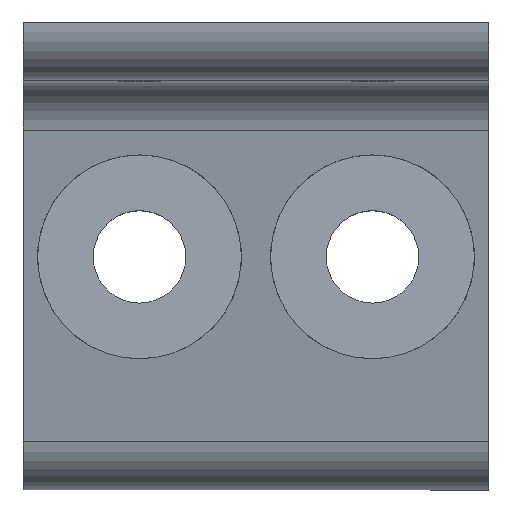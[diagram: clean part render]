
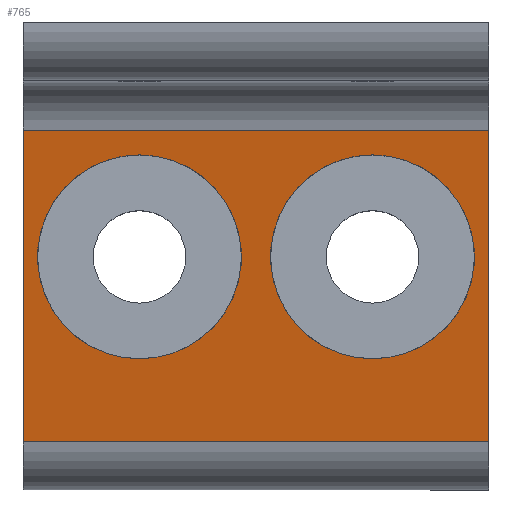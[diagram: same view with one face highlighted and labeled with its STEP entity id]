
A CAD part, top view. The second image highlights one B-rep face of the part: STEP entity #765.
In plain terms, the highlighted planar face has unit normal (0, -0.174, 0.985).
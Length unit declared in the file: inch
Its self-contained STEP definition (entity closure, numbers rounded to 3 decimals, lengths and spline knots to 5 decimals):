
#76=CARTESIAN_POINT('',(1.5,1.9375,-1.99653));
#77=VERTEX_POINT('',#76);
#86=CARTESIAN_POINT('',(1.5,1.0625,-2.15082));
#87=VERTEX_POINT('',#86);
#88=CARTESIAN_POINT('',(1.5,1.5,-2.07367));
#89=DIRECTION('',(0.,0.174,-0.985));
#90=DIRECTION('',(0.,0.985,0.174));
#91=AXIS2_PLACEMENT_3D('',#88,#89,#90);
#92=ELLIPSE('',#91,0.44425,0.4375);
#93=EDGE_CURVE('',#87,#77,#92,.T.);
#160=CARTESIAN_POINT('',(0.5,1.9375,-1.99653));
#161=VERTEX_POINT('',#160);
#170=CARTESIAN_POINT('',(0.5,1.0625,-2.15082));
#171=VERTEX_POINT('',#170);
#172=CARTESIAN_POINT('',(0.5,1.5,-2.07367));
#173=DIRECTION('',(0.,0.174,-0.985));
#174=DIRECTION('',(0.,0.985,0.174));
#175=AXIS2_PLACEMENT_3D('',#172,#173,#174);
#176=ELLIPSE('',#175,0.44425,0.4375);
#177=EDGE_CURVE('',#171,#161,#176,.T.);
#555=CARTESIAN_POINT('',(0.5,1.5,-2.07367));
#556=DIRECTION('',(0.,0.174,-0.985));
#557=DIRECTION('',(0.,0.985,0.174));
#558=AXIS2_PLACEMENT_3D('',#555,#556,#557);
#559=ELLIPSE('',#558,0.44425,0.4375);
#560=EDGE_CURVE('',#161,#171,#559,.T.);
#570=CARTESIAN_POINT('',(0.,0.70659,-2.21357));
#571=VERTEX_POINT('',#570);
#581=CARTESIAN_POINT('',(0.,2.04341,-1.97785));
#582=VERTEX_POINT('',#581);
#583=CARTESIAN_POINT('',(0.,0.70659,-2.21357));
#584=DIRECTION('',(0.,0.985,0.174));
#585=VECTOR('',#584,1.35745);
#586=LINE('',#583,#585);
#587=EDGE_CURVE('',#571,#582,#586,.T.);
#692=CARTESIAN_POINT('',(1.5,1.5,-2.07367));
#693=DIRECTION('',(0.,0.174,-0.985));
#694=DIRECTION('',(0.,0.985,0.174));
#695=AXIS2_PLACEMENT_3D('',#692,#693,#694);
#696=ELLIPSE('',#695,0.44425,0.4375);
#697=EDGE_CURVE('',#77,#87,#696,.T.);
#709=CARTESIAN_POINT('',(2.0,0.70659,-2.21357));
#710=VERTEX_POINT('',#709);
#718=CARTESIAN_POINT('',(2.0,0.70659,-2.21357));
#719=DIRECTION('',(-1.0,0.0,0.0));
#720=VECTOR('',#719,2.0);
#721=LINE('',#718,#720);
#722=EDGE_CURVE('',#710,#571,#721,.T.);
#734=CARTESIAN_POINT('',(1.,0.5,-2.25));
#735=DIRECTION('',(0.,-0.174,0.985));
#736=DIRECTION('',(0.,0.985,0.174));
#737=AXIS2_PLACEMENT_3D('',#734,#735,#736);
#738=PLANE('',#737);
#739=ORIENTED_EDGE('',*,*,#722,.F.);
#740=CARTESIAN_POINT('',(2.0,2.04341,-1.97785));
#741=VERTEX_POINT('',#740);
#742=CARTESIAN_POINT('',(2.,0.70659,-2.21357));
#743=DIRECTION('',(0.,0.985,0.174));
#744=VECTOR('',#743,1.35745);
#745=LINE('',#742,#744);
#746=EDGE_CURVE('',#710,#741,#745,.T.);
#747=ORIENTED_EDGE('',*,*,#746,.T.);
#748=CARTESIAN_POINT('',(0.,2.04341,-1.97785));
#749=DIRECTION('',(1.0,0.0,0.0));
#750=VECTOR('',#749,2.0);
#751=LINE('',#748,#750);
#752=EDGE_CURVE('',#582,#741,#751,.T.);
#753=ORIENTED_EDGE('',*,*,#752,.F.);
#754=ORIENTED_EDGE('',*,*,#587,.F.);
#755=EDGE_LOOP('',(#739,#747,#753,#754));
#756=FACE_OUTER_BOUND('',#755,.T.);
#757=ORIENTED_EDGE('',*,*,#177,.T.);
#758=ORIENTED_EDGE('',*,*,#560,.T.);
#759=EDGE_LOOP('',(#757,#758));
#760=FACE_BOUND('',#759,.T.);
#761=ORIENTED_EDGE('',*,*,#93,.T.);
#762=ORIENTED_EDGE('',*,*,#697,.T.);
#763=EDGE_LOOP('',(#761,#762));
#764=FACE_BOUND('',#763,.T.);
#765=ADVANCED_FACE('',(#756,#760,#764),#738,.T.);
